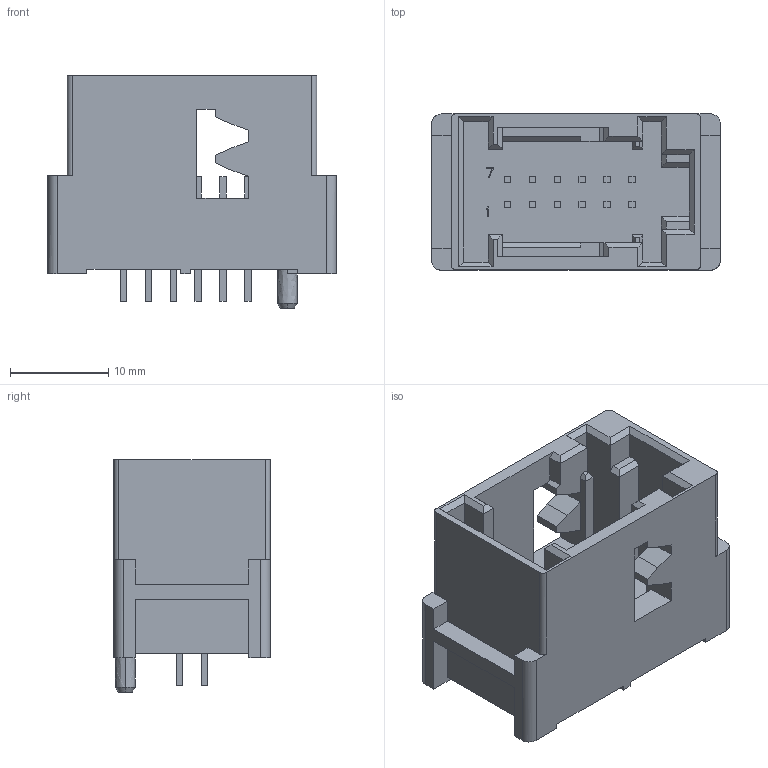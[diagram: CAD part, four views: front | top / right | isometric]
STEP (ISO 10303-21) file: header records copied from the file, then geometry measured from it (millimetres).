
FILE_DESCRIPTION(/* description */ (''),/* implementation_level */ '2;1');
FILE_NAME(/* name */ 'TE9676~1',/* time_stamp */ '2018-02-27T21:44:39+03:00',/* author */ (''),/* organization */ (''),/* preprocessor_version */ 'ST-DEVELOPER v15',/* originating_system */ '',/* authorisation */ '');
FILE_SCHEMA (('AUTOMOTIVE_DESIGN'));
Length unit declared in the file: millimetre
Products named in the file (1): Document
Bounding box: 29.4 x 15.9 x 23.7 mm (x, y, z)
Surface area: 4530.2 mm2 (no closed solid volume)
Topology: 0 solids, 25 shells, 292 faces, 861 edges, 596 vertices
Faces by surface type: plane 270, bspline 22
Entity records: 8876 total; most frequent: CARTESIAN_POINT 3030, ORIENTED_EDGE 1530, EDGE_CURVE 861, B_SPLINE_CURVE_WITH_KNOTS 817, VERTEX_POINT 596, EDGE_LOOP 321, ADVANCED_FACE 292, FACE_OUTER_BOUND 292
